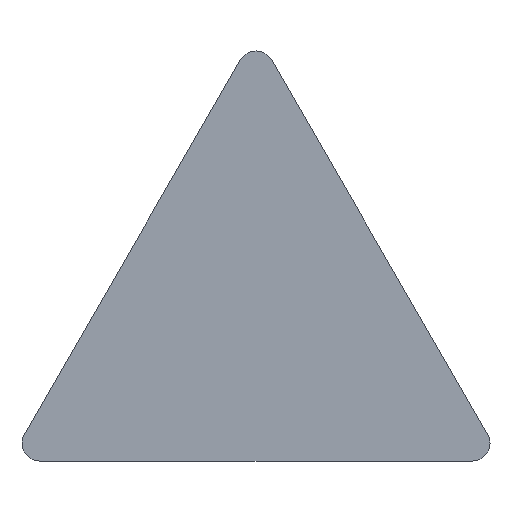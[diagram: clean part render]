
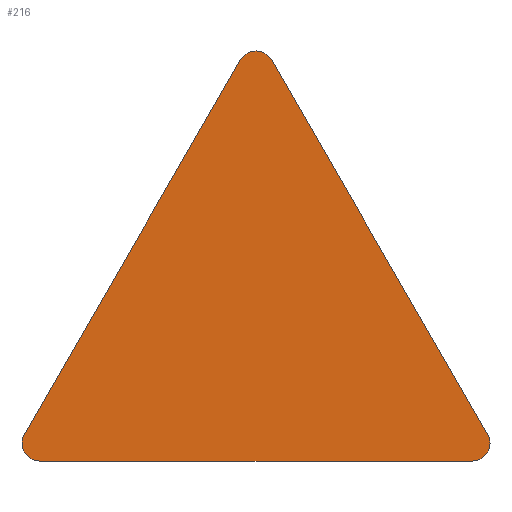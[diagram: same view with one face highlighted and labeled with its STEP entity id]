
A CAD part, top view. The second image highlights one B-rep face of the part: STEP entity #216.
In plain terms, the highlighted planar face has unit normal (0, 0, 1).
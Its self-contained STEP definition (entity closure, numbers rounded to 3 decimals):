
#19=CARTESIAN_POINT('',(0.,11.1,0.));
#20=DIRECTION('',(0.,0.,1.));
#21=DIRECTION('',(0.866,0.5,0.));
#22=AXIS2_PLACEMENT_3D('',#19,#20,#21);
#28=DIRECTION('',(-0.5,0.866,0.));
#29=VECTOR('',#28,19.226);
#30=CARTESIAN_POINT('',(10.306,-5.15,
0.));
#31=LINE('',#30,#29);
#35=CARTESIAN_POINT('',(9.613,-5.55,0.));
#36=DIRECTION('',(0.,0.,1.));
#37=DIRECTION('',(0.,-1.,0.));
#38=AXIS2_PLACEMENT_3D('',#35,#36,#37);
#43=DIRECTION('',(1.,0.,0.));
#44=VECTOR('',#43,19.226);
#45=CARTESIAN_POINT('',(-9.613,-6.35,0.));
#46=LINE('',#45,#44);
#50=CARTESIAN_POINT('',(-9.613,-5.55,0.));
#51=DIRECTION('',(0.,0.,1.));
#52=DIRECTION('',(-0.5,-0.866,0.));
#53=AXIS2_PLACEMENT_3D('',#50,#51,#52);
#58=CARTESIAN_POINT('',(-9.613,-5.55,0.));
#59=DIRECTION('',(0.,0.,1.));
#60=DIRECTION('',(-0.866,0.5,0.));
#61=AXIS2_PLACEMENT_3D('',#58,#59,#60);
#66=DIRECTION('',(-0.5,-0.866,0.));
#67=VECTOR('',#66,19.226);
#68=CARTESIAN_POINT('',(-0.693,11.5,0.));
#69=LINE('',#68,#67);
#73=CARTESIAN_POINT('',(0.,11.1,0.));
#74=DIRECTION('',(0.,0.,1.));
#75=DIRECTION('',(0.5,0.866,0.));
#76=AXIS2_PLACEMENT_3D('',#73,#74,#75);
#165=CARTESIAN_POINT('',(0.693,11.5,0.));
#166=CARTESIAN_POINT('',(0.4,11.793,0.));
#167=VERTEX_POINT('',#165);
#168=VERTEX_POINT('',#166);
#169=CARTESIAN_POINT('',(-0.693,11.5,0.));
#170=VERTEX_POINT('',#169);
#171=CARTESIAN_POINT('',(-10.306,-5.15,
0.));
#172=VERTEX_POINT('',#171);
#173=CARTESIAN_POINT('',(-10.013,-6.243,0.));
#174=VERTEX_POINT('',#173);
#175=CARTESIAN_POINT('',(-9.613,-6.35,0.));
#176=VERTEX_POINT('',#175);
#177=CARTESIAN_POINT('',(9.613,-6.35,0.));
#178=VERTEX_POINT('',#177);
#179=CARTESIAN_POINT('',(10.306,-5.15,0.));
#180=VERTEX_POINT('',#179);
#193=CARTESIAN_POINT('',(0.,0.,0.));
#194=DIRECTION('',(0.,0.,1.));
#195=DIRECTION('',(0.5,0.866,0.));
#196=AXIS2_PLACEMENT_3D('',#193,#194,#195);
#197=PLANE('',#196);
#199=ORIENTED_EDGE('',*,*,#198,.F.);
#201=ORIENTED_EDGE('',*,*,#200,.F.);
#203=ORIENTED_EDGE('',*,*,#202,.F.);
#205=ORIENTED_EDGE('',*,*,#204,.F.);
#207=ORIENTED_EDGE('',*,*,#206,.F.);
#209=ORIENTED_EDGE('',*,*,#208,.F.);
#211=ORIENTED_EDGE('',*,*,#210,.F.);
#213=ORIENTED_EDGE('',*,*,#212,.F.);
#214=EDGE_LOOP('',(#199,#201,#203,#205,#207,#209,#211,#213));
#215=FACE_OUTER_BOUND('',#214,.F.);
#23=CIRCLE('',#22,0.8);
#39=CIRCLE('',#38,0.8);
#54=CIRCLE('',#53,0.8);
#62=CIRCLE('',#61,0.8);
#77=CIRCLE('',#76,0.8);
#198=EDGE_CURVE('',#167,#168,#23,.T.);
#200=EDGE_CURVE('',#180,#167,#31,.T.);
#202=EDGE_CURVE('',#178,#180,#39,.T.);
#204=EDGE_CURVE('',#176,#178,#46,.T.);
#206=EDGE_CURVE('',#174,#176,#54,.T.);
#208=EDGE_CURVE('',#172,#174,#62,.T.);
#210=EDGE_CURVE('',#170,#172,#69,.T.);
#212=EDGE_CURVE('',#168,#170,#77,.T.);
#216=ADVANCED_FACE('',(#215),#197,.T.);
